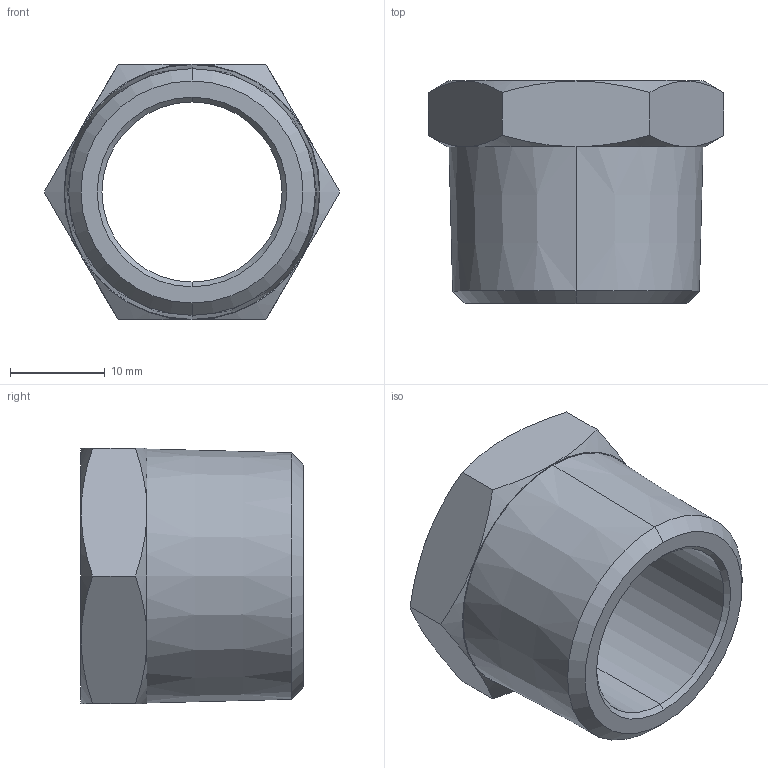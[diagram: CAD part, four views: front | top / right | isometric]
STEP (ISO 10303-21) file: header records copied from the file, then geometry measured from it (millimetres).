
FILE_DESCRIPTION (( 'STEP AP203' ), '1' );
FILE_NAME ('009-0046.STEP', '2010-03-03T16:19:42', ( '' ), ( '' ), 'SwSTEP 2.0', 'SolidWorks 2009', '' );
FILE_SCHEMA (( 'CONFIG_CONTROL_DESIGN' ));
Length unit declared in the file: millimetre
Products named in the file (1): 009-0046
Bounding box: 31.18 x 23.5 x 27 mm (x, y, z)
Volume: 6601.6 mm3; surface area: 3900.4 mm2
Topology: 1 solids, 1 shells, 27 faces, 60 edges, 36 vertices
Faces by surface type: cone 16, plane 9, cylinder 2
Entity records: 921 total; most frequent: CARTESIAN_POINT 264, ORIENTED_EDGE 120, DIRECTION 118, EDGE_CURVE 60, AXIS2_PLACEMENT_3D 50, VERTEX_POINT 36, EDGE_LOOP 30, FACE_OUTER_BOUND 27
